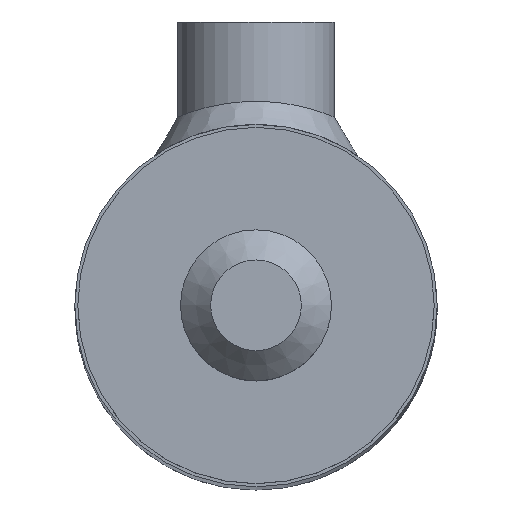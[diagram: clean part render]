
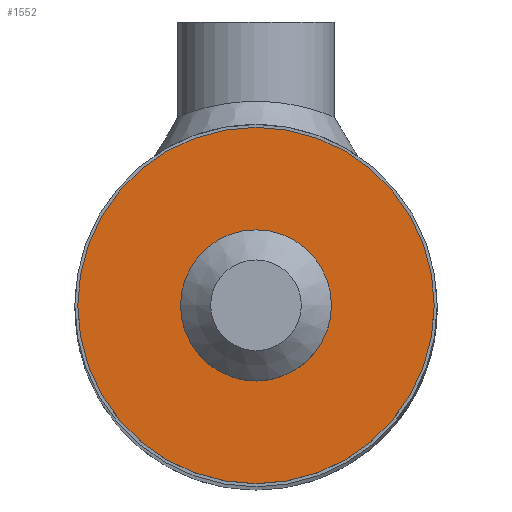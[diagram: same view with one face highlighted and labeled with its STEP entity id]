
A CAD part, top view. The second image highlights one B-rep face of the part: STEP entity #1552.
In plain terms, the highlighted face is planar.
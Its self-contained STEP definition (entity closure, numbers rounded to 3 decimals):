
#178=FACE_BOUND('',#454,.T.);
#223=PLANE('',#1906);
#320=FACE_OUTER_BOUND('',#453,.T.);
#453=EDGE_LOOP('',(#1419));
#454=EDGE_LOOP('',(#1420));
#691=CIRCLE('',#1873,12.5);
#709=CIRCLE('',#1904,29.5);
#823=VERTEX_POINT('',#3637);
#841=VERTEX_POINT('',#3696);
#1007=EDGE_CURVE('',#823,#823,#691,.T.);
#1035=EDGE_CURVE('',#841,#841,#709,.T.);
#1419=ORIENTED_EDGE('',*,*,#1035,.F.);
#1420=ORIENTED_EDGE('',*,*,#1007,.T.);
#1552=ADVANCED_FACE('',(#320,#178),#223,.F.);
#1873=AXIS2_PLACEMENT_3D('',#3639,#2310,#2311);
#1904=AXIS2_PLACEMENT_3D('',#3698,#2382,#2383);
#1906=AXIS2_PLACEMENT_3D('',#3700,#2386,#2387);
#2310=DIRECTION('center_axis',(1.,0.,0.));
#2311=DIRECTION('ref_axis',(0.,0.,-1.));
#2382=DIRECTION('center_axis',(1.,0.,0.));
#2383=DIRECTION('ref_axis',(0.,1.,0.));
#2386=DIRECTION('center_axis',(1.,0.,0.));
#2387=DIRECTION('ref_axis',(0.,0.,-1.));
#3637=CARTESIAN_POINT('',(0.,0.,12.5));
#3639=CARTESIAN_POINT('Origin',(0.,0.,0.));
#3696=CARTESIAN_POINT('',(0.,-29.5,0.));
#3698=CARTESIAN_POINT('Origin',(0.,0.,0.));
#3700=CARTESIAN_POINT('Origin',(0.,0.,0.));
